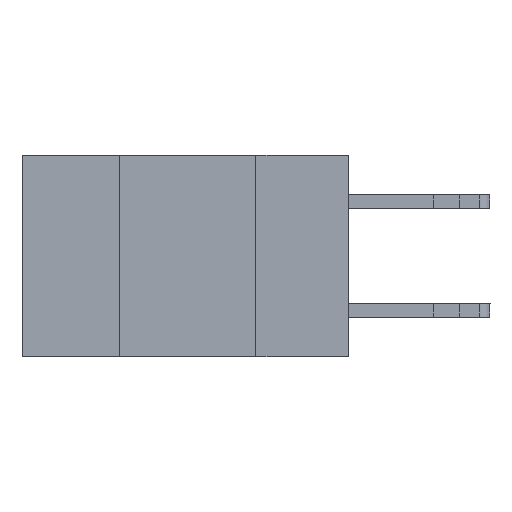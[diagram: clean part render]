
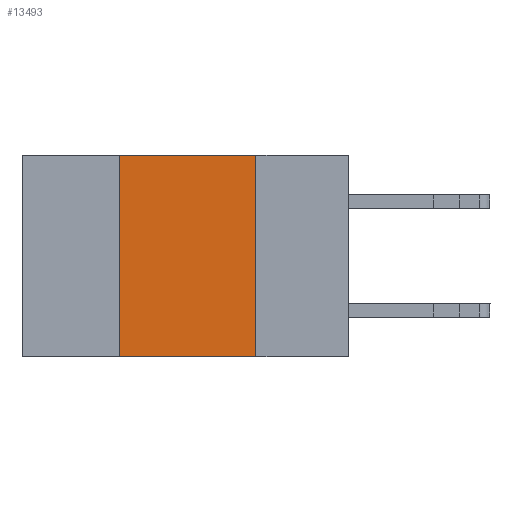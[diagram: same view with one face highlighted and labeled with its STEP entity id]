
A CAD part, left-side view. The second image highlights one B-rep face of the part: STEP entity #13493.
In plain terms, the highlighted planar face has unit normal (-1, 0, 0).
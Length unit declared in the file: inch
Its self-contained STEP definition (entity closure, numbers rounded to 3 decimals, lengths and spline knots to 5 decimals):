
#1049 = VECTOR ( 'NONE', #1809, 39.37008 ) ;
#1592 = VECTOR ( 'NONE', #2541, 39.37008 ) ;
#1756 = LINE ( 'NONE', #10887, #2984 ) ;
#1809 = DIRECTION ( 'NONE',  ( 0., 0., -1. ) ) ;
#1963 = CARTESIAN_POINT ( 'NONE',  ( 0., 0.42, -0.37 ) ) ;
#2266 = LINE ( 'NONE', #3845, #1049 ) ;
#2541 = DIRECTION ( 'NONE',  ( 0., 0., 1. ) ) ;
#2727 = FACE_OUTER_BOUND ( 'NONE', #12093, .T. ) ;
#2876 = VERTEX_POINT ( 'NONE', #5443 ) ;
#2984 = VECTOR ( 'NONE', #13038, 39.37008 ) ;
#3354 = ORIENTED_EDGE ( 'NONE', *, *, #13455, .F. ) ;
#3508 = CARTESIAN_POINT ( 'NONE',  ( 0., 0.42, 0. ) ) ;
#3845 = CARTESIAN_POINT ( 'NONE',  ( 0., 0.17, 0. ) ) ;
#4339 = CARTESIAN_POINT ( 'NONE',  ( 0., 0.17, 0. ) ) ;
#5443 = CARTESIAN_POINT ( 'NONE',  ( 0., 0.42, 0. ) ) ;
#7189 = DIRECTION ( 'NONE',  ( 0., 0., -1. ) ) ;
#7252 = VERTEX_POINT ( 'NONE', #4339 ) ;
#7704 = ORIENTED_EDGE ( 'NONE', *, *, #9726, .F. ) ;
#8046 = LINE ( 'NONE', #3508, #1592 ) ;
#8277 = DIRECTION ( 'NONE',  ( 0., -1., 0. ) ) ;
#8473 = LINE ( 'NONE', #11569, #13222 ) ;
#8514 = VERTEX_POINT ( 'NONE', #1963 ) ;
#8581 = ORIENTED_EDGE ( 'NONE', *, *, #11176, .F. ) ;
#9726 = EDGE_CURVE ( 'NONE', #8514, #2876, #8046, .T. ) ;
#10042 = EDGE_CURVE ( 'NONE', #8514, #10656, #1756, .T. ) ;
#10501 = PLANE ( 'NONE',  #12395 ) ;
#10656 = VERTEX_POINT ( 'NONE', #13943 ) ;
#10887 = CARTESIAN_POINT ( 'NONE',  ( 0., 0.6, -0.37 ) ) ;
#11176 = EDGE_CURVE ( 'NONE', #7252, #10656, #2266, .T. ) ;
#11569 = CARTESIAN_POINT ( 'NONE',  ( 0., 0.6, 0. ) ) ;
#12093 = EDGE_LOOP ( 'NONE', ( #8581, #3354, #7704, #12730 ) ) ;
#12395 = AXIS2_PLACEMENT_3D ( 'NONE', #12804, #13902, #7189 ) ;
#12730 = ORIENTED_EDGE ( 'NONE', *, *, #10042, .T. ) ;
#12804 = CARTESIAN_POINT ( 'NONE',  ( 0., 0.6, 0. ) ) ;
#13038 = DIRECTION ( 'NONE',  ( 0., -1., 0. ) ) ;
#13222 = VECTOR ( 'NONE', #8277, 39.37008 ) ;
#13455 = EDGE_CURVE ( 'NONE', #2876, #7252, #8473, .T. ) ;
#13493 = ADVANCED_FACE ( 'NONE', ( #2727 ), #10501, .F. ) ;
#13902 = DIRECTION ( 'NONE',  ( 1., 0., 0. ) ) ;
#13943 = CARTESIAN_POINT ( 'NONE',  ( 0., 0.17, -0.37 ) ) ;
